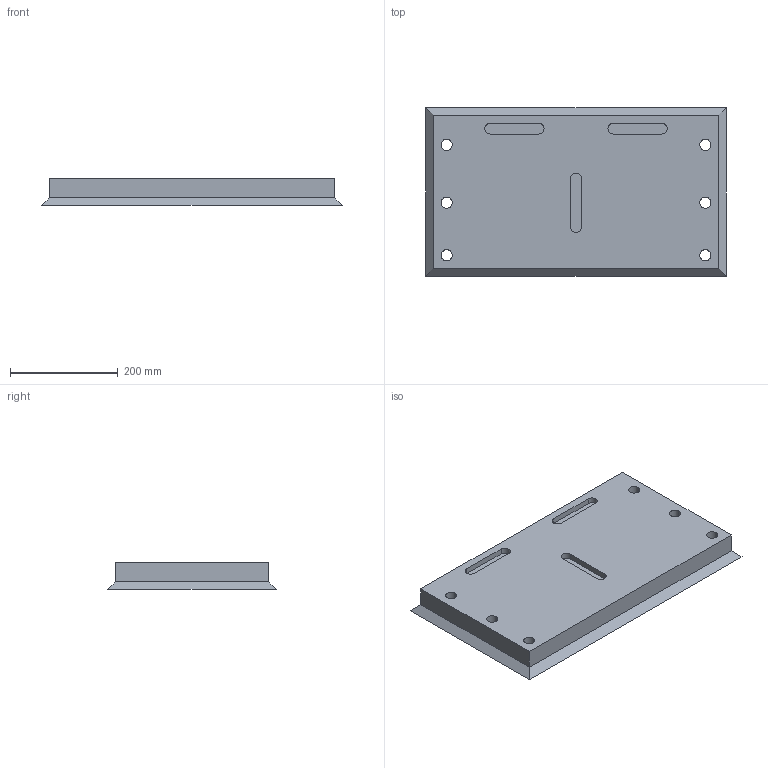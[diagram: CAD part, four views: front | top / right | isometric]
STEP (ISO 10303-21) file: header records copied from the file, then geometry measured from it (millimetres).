
FILE_DESCRIPTION (( 'STEP AP203' ), '1' );
FILE_NAME ('03-21-1320-PDM-Midplate.stp_Default_sldprt.STEP', '2024-04-16T11:01:50', ( '' ), ( '' ), 'SwSTEP 2.0', 'SolidWorks 2023', '' );
FILE_SCHEMA (( 'CONFIG_CONTROL_DESIGN' ));
Length unit declared in the file: millimetre
Products named in the file (1): 03-21-1320-PDM-Midplate.stp_Default_sldprt
Bounding box: 558.28 x 313.28 x 50 mm (x, y, z)
Volume: 7548045.5 mm3; surface area: 441641.5 mm2
Topology: 1 solids, 1 shells, 37 faces, 92 edges, 60 vertices
Faces by surface type: plane 19, bspline 12, cylinder 6
Entity records: 1355 total; most frequent: CARTESIAN_POINT 406, ORIENTED_EDGE 184, DIRECTION 168, EDGE_CURVE 92, AXIS2_PLACEMENT_3D 62, VERTEX_POINT 60, EDGE_LOOP 52, LINE 44
